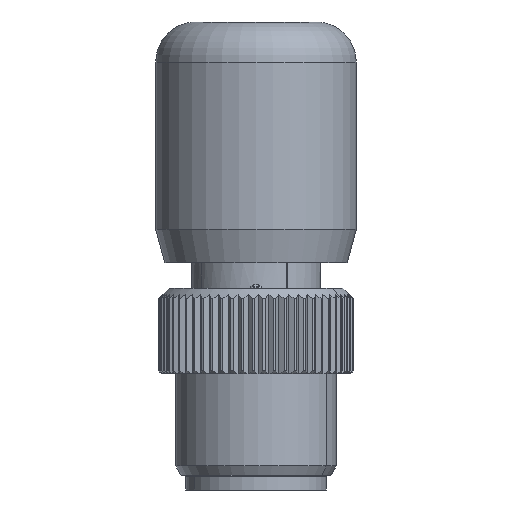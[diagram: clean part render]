
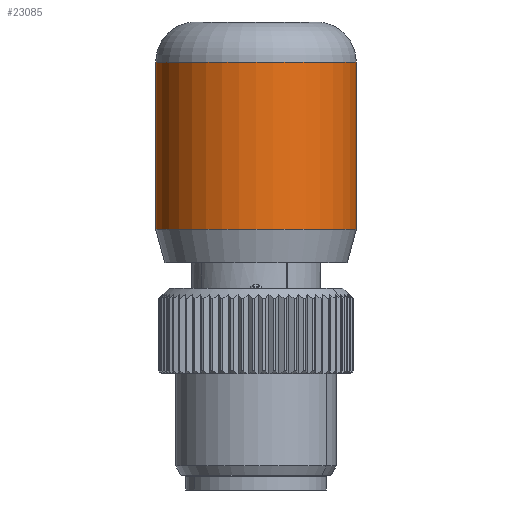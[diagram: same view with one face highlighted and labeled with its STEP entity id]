
A CAD part, front view. The second image highlights one B-rep face of the part: STEP entity #23085.
In plain terms, the highlighted cylindrical face has radius 7.5 mm (diameter 15 mm), a partial arc.
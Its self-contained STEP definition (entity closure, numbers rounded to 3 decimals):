
#22952=AXIS2_PLACEMENT_3D('Circle Axis2P3D',#22950,#22951,$) ;
#23041=AXIS2_PLACEMENT_3D('Cylinder Axis2P3D',#23038,#23039,#23040) ;
#23076=AXIS2_PLACEMENT_3D('Circle Axis2P3D',#23074,#23075,$) ;
#22947=CARTESIAN_POINT('Vertex',(0.,7.5,32.)) ;
#22950=CARTESIAN_POINT('Axis2P3D Location',(7.5,7.5,32.)) ;
#22954=CARTESIAN_POINT('Vertex',(15.,7.5,32.)) ;
#23038=CARTESIAN_POINT('Axis2P3D Location',(7.5,7.5,27.5)) ;
#23043=CARTESIAN_POINT('Line Origine',(0.,7.5,27.5)) ;
#23047=CARTESIAN_POINT('Vertex',(0.,7.5,19.5)) ;
#23050=CARTESIAN_POINT('Line Origine',(15.,7.5,27.5)) ;
#23054=CARTESIAN_POINT('Vertex',(15.,7.5,19.5)) ;
#23074=CARTESIAN_POINT('Axis2P3D Location',(7.5,7.5,19.5)) ;
#22951=DIRECTION('Axis2P3D Direction',(0.,0.,1.)) ;
#23039=DIRECTION('Axis2P3D Direction',(0.,0.,1.)) ;
#23040=DIRECTION('Axis2P3D XDirection',(1.,0.,0.)) ;
#23044=DIRECTION('Vector Direction',(0.,0.,1.)) ;
#23051=DIRECTION('Vector Direction',(0.,0.,1.)) ;
#23075=DIRECTION('Axis2P3D Direction',(0.,0.,1.)) ;
#23045=VECTOR('Line Direction',#23044,1.) ;
#23052=VECTOR('Line Direction',#23051,1.) ;
#23080=ORIENTED_EDGE('',*,*,#23056,.T.) ;
#23081=ORIENTED_EDGE('',*,*,#22956,.F.) ;
#23082=ORIENTED_EDGE('',*,*,#23049,.F.) ;
#23083=ORIENTED_EDGE('',*,*,#23078,.T.) ;
#23085=ADVANCED_FACE('Hauptk\X2\00F6\X0\rper',(#23084),#23042,.T.) ;
#22953=CIRCLE('generated circle',#22952,7.5) ;
#23077=CIRCLE('generated circle',#23076,7.5) ;
#23042=CYLINDRICAL_SURFACE('generated cylinder',#23041,7.5) ;
#22956=EDGE_CURVE('',#22948,#22955,#22953,.T.) ;
#23049=EDGE_CURVE('',#23048,#22948,#23046,.T.) ;
#23056=EDGE_CURVE('',#23055,#22955,#23053,.T.) ;
#23078=EDGE_CURVE('',#23048,#23055,#23077,.T.) ;
#23079=EDGE_LOOP('',(#23080,#23081,#23082,#23083)) ;
#23084=FACE_OUTER_BOUND('',#23079,.T.) ;
#23046=LINE('Line',#23043,#23045) ;
#23053=LINE('Line',#23050,#23052) ;
#22948=VERTEX_POINT('',#22947) ;
#22955=VERTEX_POINT('',#22954) ;
#23048=VERTEX_POINT('',#23047) ;
#23055=VERTEX_POINT('',#23054) ;
